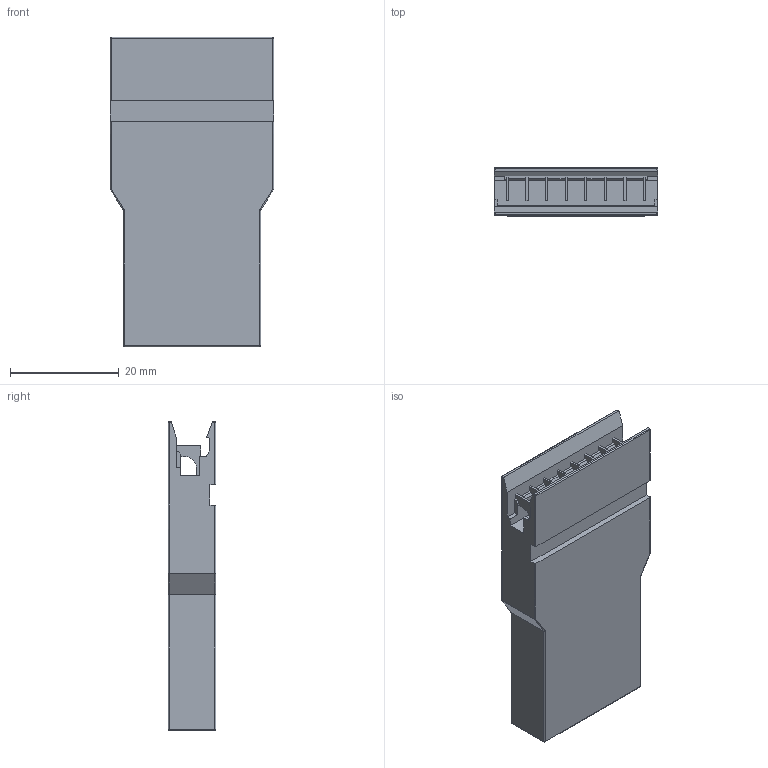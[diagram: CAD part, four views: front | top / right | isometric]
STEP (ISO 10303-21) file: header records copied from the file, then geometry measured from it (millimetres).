
FILE_DESCRIPTION (( 'STEP AP203' ), '1' );
FILE_NAME ('CS3-5C5EU-4P ITK 冓踖樦 110 蠂櫡 縺 4 櫡蹖.STEP', '2016-08-25T14:11:19', ( '' ), ( '' ), 'SwSTEP 2.0', 'SolidWorks 2014', '' );
FILE_SCHEMA (( 'CONFIG_CONTROL_DESIGN' ));
Length unit declared in the file: millimetre
Products named in the file (2): CS3-5C5EU-4P ITK 冓踖樦 110 蠂櫡 縺 4 櫡蹖
Bounding box: 30 x 8.8 x 56.8 mm (x, y, z)
Volume: 6809.2 mm3; surface area: 7668.8 mm2
Topology: 1 solids, 1 shells, 167 faces, 484 edges, 300 vertices
Faces by surface type: plane 113, cylinder 38, sphere 8, bspline 4, torus 4
Entity records: 5541 total; most frequent: CARTESIAN_POINT 1045, ORIENTED_EDGE 944, DIRECTION 858, EDGE_CURVE 472, VECTOR 392, LINE 392, VERTEX_POINT 300, AXIS2_PLACEMENT_3D 233
